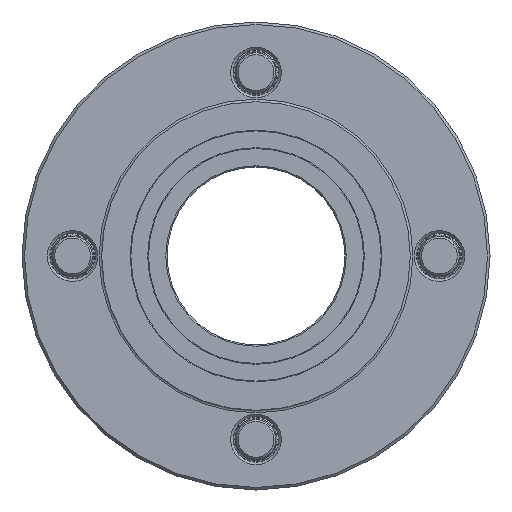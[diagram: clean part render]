
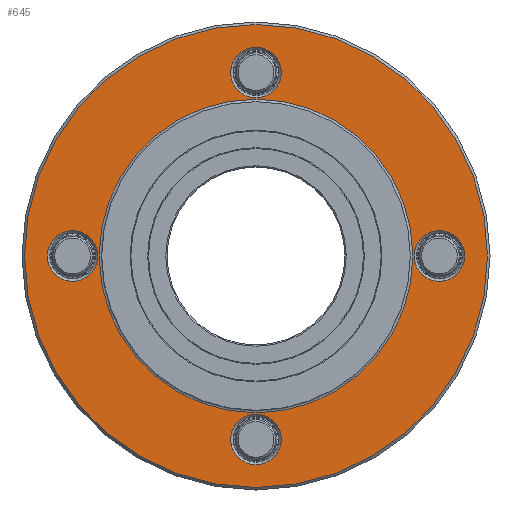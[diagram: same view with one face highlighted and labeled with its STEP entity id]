
A CAD part, left-side view. The second image highlights one B-rep face of the part: STEP entity #645.
In plain terms, the highlighted planar face has unit normal (-1, 0, 0).
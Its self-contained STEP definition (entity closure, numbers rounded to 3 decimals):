
#463=FACE_BOUND('',#983,.T.);
#464=FACE_BOUND('',#984,.T.);
#465=FACE_BOUND('',#985,.T.);
#466=FACE_BOUND('',#986,.T.);
#467=FACE_BOUND('',#987,.T.);
#468=FACE_BOUND('',#988,.T.);
#645=ADVANCED_FACE('',(#463,#464,#465,#466,#467,#468),#735,.F.);
#735=PLANE('',#2195);
#983=EDGE_LOOP('',(#1419));
#984=EDGE_LOOP('',(#1420));
#985=EDGE_LOOP('',(#1421));
#986=EDGE_LOOP('',(#1422));
#987=EDGE_LOOP('',(#1423));
#988=EDGE_LOOP('',(#1424));
#1419=ORIENTED_EDGE('',*,*,#1822,.T.);
#1420=ORIENTED_EDGE('',*,*,#1823,.T.);
#1421=ORIENTED_EDGE('',*,*,#1824,.T.);
#1422=ORIENTED_EDGE('',*,*,#1825,.T.);
#1423=ORIENTED_EDGE('',*,*,#1826,.T.);
#1424=ORIENTED_EDGE('',*,*,#1827,.T.);
#1604=VERTEX_POINT('',#3422);
#1605=VERTEX_POINT('',#3424);
#1606=VERTEX_POINT('',#3426);
#1607=VERTEX_POINT('',#3428);
#1608=VERTEX_POINT('',#3430);
#1609=VERTEX_POINT('',#3432);
#1822=EDGE_CURVE('',#1604,#1604,#1944,.T.);
#1823=EDGE_CURVE('',#1605,#1605,#1945,.T.);
#1824=EDGE_CURVE('',#1606,#1606,#1946,.T.);
#1825=EDGE_CURVE('',#1607,#1607,#1947,.T.);
#1826=EDGE_CURVE('',#1608,#1608,#1948,.T.);
#1827=EDGE_CURVE('',#1609,#1609,#1949,.T.);
#1944=CIRCLE('',#2189,62.);
#1945=CIRCLE('',#2190,91.5);
#1946=CIRCLE('',#2191,10.);
#1947=CIRCLE('',#2192,10.);
#1948=CIRCLE('',#2193,10.);
#1949=CIRCLE('',#2194,10.);
#2189=AXIS2_PLACEMENT_3D('',#3421,#2754,#2755);
#2190=AXIS2_PLACEMENT_3D('',#3423,#2756,#2757);
#2191=AXIS2_PLACEMENT_3D('',#3425,#2758,#2759);
#2192=AXIS2_PLACEMENT_3D('',#3427,#2760,#2761);
#2193=AXIS2_PLACEMENT_3D('',#3429,#2762,#2763);
#2194=AXIS2_PLACEMENT_3D('',#3431,#2764,#2765);
#2195=AXIS2_PLACEMENT_3D('',#3433,#2766,#2767);
#2754=DIRECTION('',(1.,0.,0.));
#2755=DIRECTION('',(0.,0.,-1.));
#2756=DIRECTION('',(-1.,0.,0.));
#2757=DIRECTION('',(0.,0.,-1.));
#2758=DIRECTION('',(1.,0.,0.));
#2759=DIRECTION('',(0.,0.,-1.));
#2760=DIRECTION('',(1.,0.,0.));
#2761=DIRECTION('',(0.,0.,-1.));
#2762=DIRECTION('',(1.,0.,0.));
#2763=DIRECTION('',(0.,0.,-1.));
#2764=DIRECTION('',(1.,0.,0.));
#2765=DIRECTION('',(0.,0.,-1.));
#2766=DIRECTION('',(1.,0.,0.));
#2767=DIRECTION('',(0.,0.,-1.));
#3421=CARTESIAN_POINT('',(3.,0.,0.));
#3422=CARTESIAN_POINT('',(3.,0.,-62.));
#3423=CARTESIAN_POINT('',(3.,0.,0.));
#3424=CARTESIAN_POINT('',(3.,0.,-91.5));
#3425=CARTESIAN_POINT('',(3.,0.,-72.5));
#3426=CARTESIAN_POINT('',(3.,0.,-82.5));
#3427=CARTESIAN_POINT('',(3.,-72.5,0.));
#3428=CARTESIAN_POINT('',(3.,-72.5,-10.));
#3429=CARTESIAN_POINT('',(3.,0.,72.5));
#3430=CARTESIAN_POINT('',(3.,0.,62.5));
#3431=CARTESIAN_POINT('',(3.,72.5,0.));
#3432=CARTESIAN_POINT('',(3.,72.5,-10.));
#3433=CARTESIAN_POINT('',(3.,92.5,0.));
